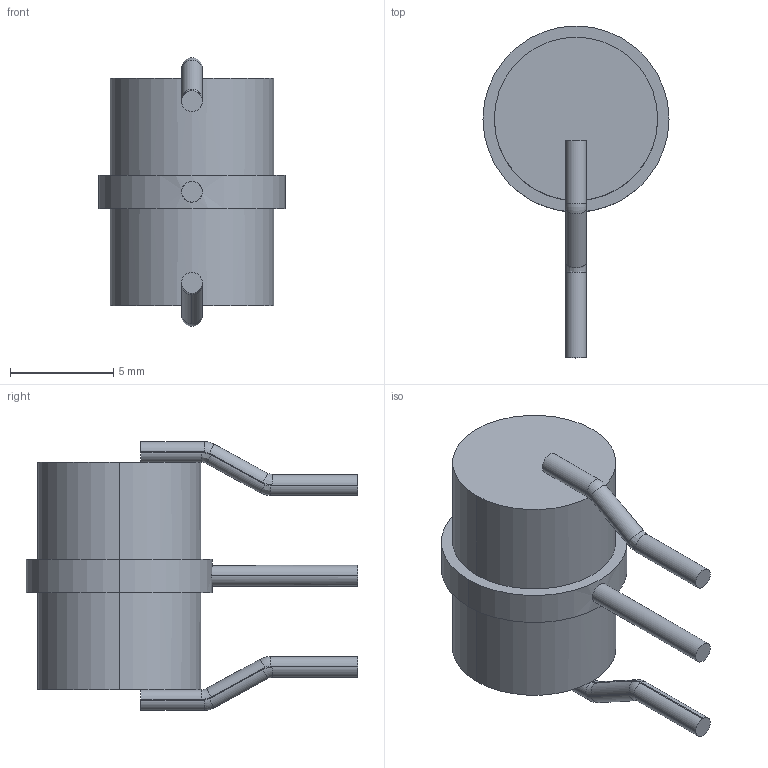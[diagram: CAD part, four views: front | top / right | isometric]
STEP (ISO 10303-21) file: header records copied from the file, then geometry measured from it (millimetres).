
FILE_DESCRIPTION (( 'STEP AP214' ), '1' );
FILE_NAME ('User Library-2026-09-C2LF.STEP', '2022-04-24T11:34:39', ( '' ), ( '' ), 'SwSTEP 2.0', 'SolidWorks 2021', '' );
FILE_SCHEMA (( 'AUTOMOTIVE_DESIGN' ));
Length unit declared in the file: millimetre
Products named in the file (1): User Library-2026-09-C2LF
Bounding box: 9 x 16.05 x 13 mm (x, y, z)
Volume: 585.5 mm3; surface area: 499.5 mm2
Topology: 1 solids, 1 shells, 63 faces, 153 edges, 95 vertices
Faces by surface type: cylinder 31, plane 19, torus 8, bspline 5
Entity records: 2653 total; most frequent: CARTESIAN_POINT 441, DIRECTION 327, ORIENTED_EDGE 306, EDGE_CURVE 153, AXIS2_PLACEMENT_3D 129, VERTEX_POINT 95, CIRCLE 70, LINE 69
